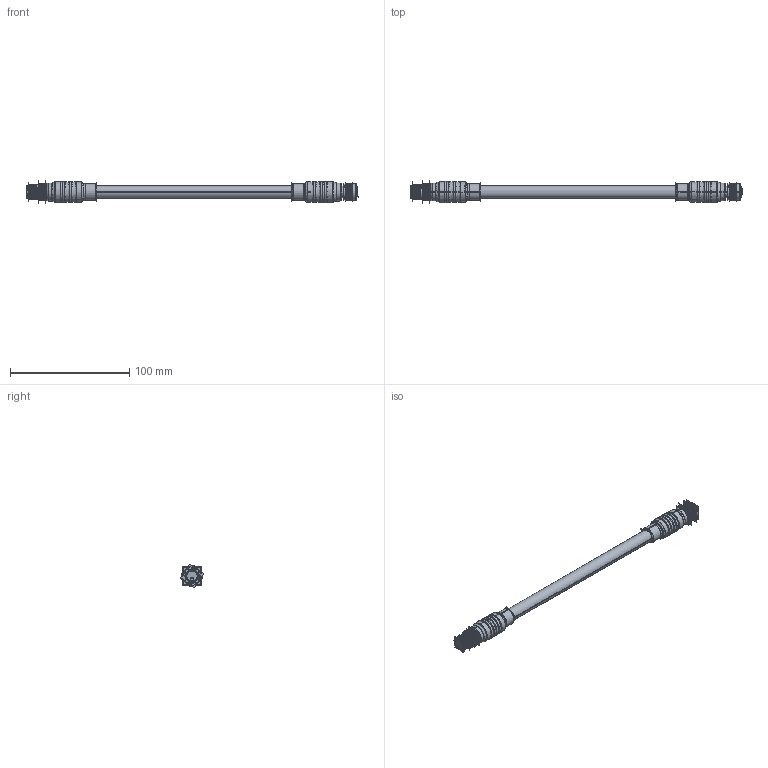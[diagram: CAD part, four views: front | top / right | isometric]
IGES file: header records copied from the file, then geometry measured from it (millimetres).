
Start section:  PTC IGES file: 255964_sm01.igs
Global section: file name: 255964_sm01.igs; native system: Creo Parametric by PTC Inc.; preprocessor: 2022414; author: banengservice; organization: Unknown; date: 20260327.084222; units: millimetre
Bounding box: 277.97 x 19.62 x 19.62 mm (x, y, z)
Volume: 33816 mm3; surface area: 68151.3 mm2
Topology: 1 solids, 1 shells, 1736 faces, 9146 edges, 11579 vertices
Faces by surface type: revolution 984, bspline 752
